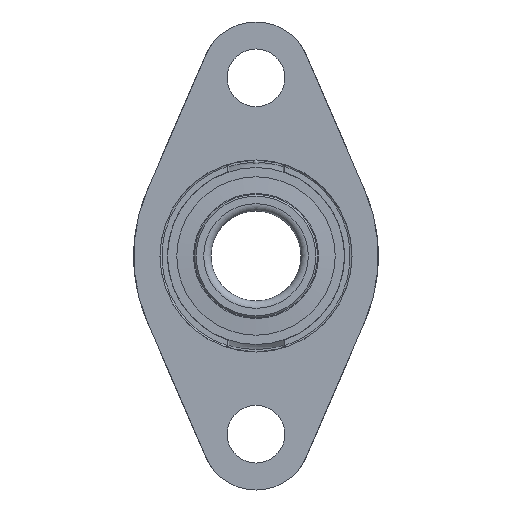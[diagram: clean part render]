
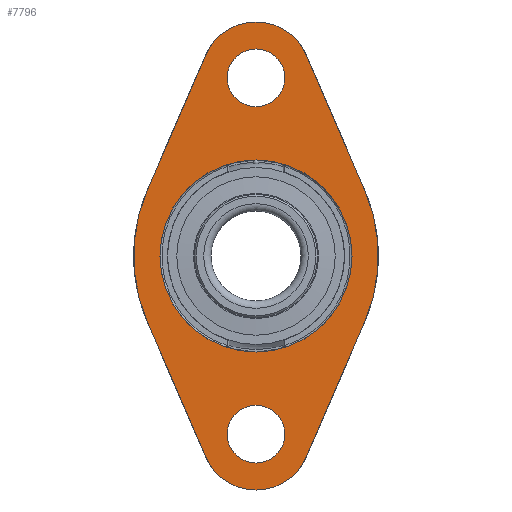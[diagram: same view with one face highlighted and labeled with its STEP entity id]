
A CAD part, left-side view. The second image highlights one B-rep face of the part: STEP entity #7796.
In plain terms, the highlighted face is planar.
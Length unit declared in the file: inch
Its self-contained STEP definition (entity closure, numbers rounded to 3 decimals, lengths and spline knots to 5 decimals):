
#1888=CARTESIAN_POINT('',(-0.72051,1.18944,0.));
#1889=VERTEX_POINT('',#1888);
#1896=CARTESIAN_POINT('',(-2.19725,0.55069,0.));
#1897=VERTEX_POINT('',#1896);
#1898=CARTESIAN_POINT('',(-0.72051,1.18944,0.));
#1899=DIRECTION('',(-0.918,-0.397,0.));
#1900=VECTOR('',#1899,0.63345);
#1901=LINE('',#1898,#1900);
#1902=EDGE_CURVE('',#1889,#1897,#1901,.T.);
#1923=CARTESIAN_POINT('',(0.72051,1.18944,0.));
#1924=VERTEX_POINT('',#1923);
#1931=CARTESIAN_POINT('',(0.,-0.47633,0.));
#1932=DIRECTION('',(0.,0.,1.));
#1933=DIRECTION('',(1.,0.,-0.));
#1934=AXIS2_PLACEMENT_3D('',#1931,#1932,#1933);
#1935=CIRCLE('',#1934,1.81492);
#1936=EDGE_CURVE('',#1924,#1889,#1935,.T.);
#4125=CARTESIAN_POINT('',(0.72051,-1.18944,0.));
#4126=VERTEX_POINT('',#4125);
#4133=CARTESIAN_POINT('',(2.19725,-0.55069,0.));
#4134=VERTEX_POINT('',#4133);
#4135=CARTESIAN_POINT('',(0.72051,-1.18944,0.));
#4136=DIRECTION('',(0.918,0.397,0.));
#4137=VECTOR('',#4136,0.63345);
#4138=LINE('',#4135,#4137);
#4139=EDGE_CURVE('',#4126,#4134,#4138,.T.);
#5756=CARTESIAN_POINT('',(2.19725,0.55069,0.));
#5757=VERTEX_POINT('',#5756);
#5758=CARTESIAN_POINT('',(1.95906,-0.,0.));
#5759=DIRECTION('',(0.,0.,1.));
#5760=DIRECTION('',(1.,0.,-0.));
#5761=AXIS2_PLACEMENT_3D('',#5758,#5759,#5760);
#5762=CIRCLE('',#5761,0.6);
#5763=EDGE_CURVE('',#4134,#5757,#5762,.T.);
#7555=CARTESIAN_POINT('',(-0.,-1.04991,0.));
#7556=VERTEX_POINT('',#7555);
#7587=CARTESIAN_POINT('',(0.,1.04991,0.));
#7588=VERTEX_POINT('',#7587);
#7589=CARTESIAN_POINT('',(0.,0.,0.));
#7590=DIRECTION('',(0.,-0.,1.));
#7591=DIRECTION('',(0.,1.,0.));
#7592=AXIS2_PLACEMENT_3D('',#7589,#7590,#7591);
#7593=CIRCLE('',#7592,1.04991);
#7594=EDGE_CURVE('',#7588,#7556,#7593,.T.);
#7596=CARTESIAN_POINT('',(0.,0.,0.));
#7597=DIRECTION('',(0.,-0.,1.));
#7598=DIRECTION('',(0.,1.,0.));
#7599=AXIS2_PLACEMENT_3D('',#7596,#7597,#7598);
#7600=CIRCLE('',#7599,1.04991);
#7601=EDGE_CURVE('',#7556,#7588,#7600,.T.);
#7673=CARTESIAN_POINT('',(1.63386,0.,0.));
#7674=VERTEX_POINT('',#7673);
#7683=CARTESIAN_POINT('',(1.94882,0.,0.));
#7684=DIRECTION('',(0.,0.,1.));
#7685=DIRECTION('',(1.,0.,-0.));
#7686=AXIS2_PLACEMENT_3D('',#7683,#7684,#7685);
#7687=CIRCLE('',#7686,0.31496);
#7688=EDGE_CURVE('',#7674,#7674,#7687,.T.);
#7715=CARTESIAN_POINT('',(-2.26378,0.,0.));
#7716=VERTEX_POINT('',#7715);
#7723=CARTESIAN_POINT('',(-1.94882,0.,0.));
#7724=DIRECTION('',(0.,0.,1.));
#7725=DIRECTION('',(1.,0.,-0.));
#7726=AXIS2_PLACEMENT_3D('',#7723,#7724,#7725);
#7727=CIRCLE('',#7726,0.31496);
#7728=EDGE_CURVE('',#7716,#7716,#7727,.T.);
#7736=CARTESIAN_POINT('',(-0.,-0.,0.));
#7737=DIRECTION('',(0.,0.,1.));
#7738=DIRECTION('',(1.,0.,0.));
#7739=AXIS2_PLACEMENT_3D('',#7736,#7737,#7738);
#7740=PLANE('',#7739);
#7741=ORIENTED_EDGE('',*,*,#7594,.T.);
#7742=ORIENTED_EDGE('',*,*,#7601,.T.);
#7743=EDGE_LOOP('',(#7741,#7742));
#7744=FACE_BOUND('',#7743,.T.);
#7745=ORIENTED_EDGE('',*,*,#1902,.F.);
#7746=ORIENTED_EDGE('',*,*,#1936,.F.);
#7747=CARTESIAN_POINT('',(2.19725,0.55069,0.));
#7748=DIRECTION('',(-0.918,0.397,0.));
#7749=VECTOR('',#7748,0.63345);
#7750=LINE('',#7747,#7749);
#7751=EDGE_CURVE('',#5757,#1924,#7750,.T.);
#7752=ORIENTED_EDGE('',*,*,#7751,.F.);
#7753=ORIENTED_EDGE('',*,*,#5763,.F.);
#7754=ORIENTED_EDGE('',*,*,#4139,.F.);
#7755=CARTESIAN_POINT('',(-0.72051,-1.18944,0.));
#7756=VERTEX_POINT('',#7755);
#7757=CARTESIAN_POINT('',(0.,0.47633,0.));
#7758=DIRECTION('',(0.,0.,1.));
#7759=DIRECTION('',(1.,0.,-0.));
#7760=AXIS2_PLACEMENT_3D('',#7757,#7758,#7759);
#7761=CIRCLE('',#7760,1.81492);
#7762=EDGE_CURVE('',#7756,#4126,#7761,.T.);
#7763=ORIENTED_EDGE('',*,*,#7762,.F.);
#7764=CARTESIAN_POINT('',(-2.19725,-0.55069,0.));
#7765=VERTEX_POINT('',#7764);
#7766=CARTESIAN_POINT('',(-2.19725,-0.55069,0.));
#7767=DIRECTION('',(0.918,-0.397,0.));
#7768=VECTOR('',#7767,0.63345);
#7769=LINE('',#7766,#7768);
#7770=EDGE_CURVE('',#7765,#7756,#7769,.T.);
#7771=ORIENTED_EDGE('',*,*,#7770,.F.);
#7772=CARTESIAN_POINT('',(-2.55906,-0.,0.));
#7773=VERTEX_POINT('',#7772);
#7774=CARTESIAN_POINT('',(-1.95906,-0.,0.));
#7775=DIRECTION('',(0.,0.,1.));
#7776=DIRECTION('',(1.,0.,-0.));
#7777=AXIS2_PLACEMENT_3D('',#7774,#7775,#7776);
#7778=CIRCLE('',#7777,0.6);
#7779=EDGE_CURVE('',#7773,#7765,#7778,.T.);
#7780=ORIENTED_EDGE('',*,*,#7779,.F.);
#7781=CARTESIAN_POINT('',(-1.95906,-0.,0.));
#7782=DIRECTION('',(0.,0.,1.));
#7783=DIRECTION('',(1.,0.,-0.));
#7784=AXIS2_PLACEMENT_3D('',#7781,#7782,#7783);
#7785=CIRCLE('',#7784,0.6);
#7786=EDGE_CURVE('',#1897,#7773,#7785,.T.);
#7787=ORIENTED_EDGE('',*,*,#7786,.F.);
#7788=EDGE_LOOP('',(#7745,#7746,#7752,#7753,#7754,#7763,#7771,#7780,#7787));
#7789=FACE_BOUND('',#7788,.T.);
#7790=ORIENTED_EDGE('',*,*,#7728,.T.);
#7791=EDGE_LOOP('',(#7790));
#7792=FACE_BOUND('',#7791,.T.);
#7793=ORIENTED_EDGE('',*,*,#7688,.T.);
#7794=EDGE_LOOP('',(#7793));
#7795=FACE_BOUND('',#7794,.T.);
#7796=ADVANCED_FACE('',(#7744,#7789,#7792,#7795),#7740,.F.);
